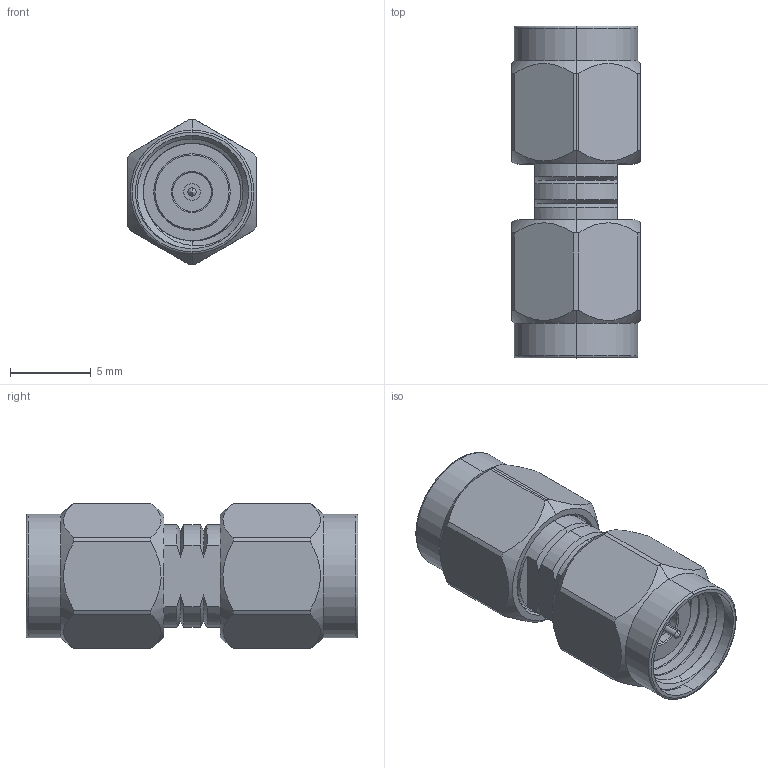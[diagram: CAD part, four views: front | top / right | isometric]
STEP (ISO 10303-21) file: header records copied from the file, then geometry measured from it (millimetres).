
FILE_DESCRIPTION (( 'STEP AP203' ), '1' );
FILE_NAME ('SM3020.step', '2018-05-10T16:16:00', ( '' ), ( '' ), 'SwSTEP 2.0', 'SolidWorks 2017', '' );
FILE_SCHEMA (( 'CONFIG_CONTROL_DESIGN' ));
Length unit declared in the file: inch
Products named in the file (1): SM3020
Bounding box: 7.94 x 20.5 x 8.99 mm (x, y, z)
Volume: 715.6 mm3; surface area: 1151.6 mm2
Topology: 1 solids, 1 shells, 153 faces, 381 edges, 240 vertices
Faces by surface type: cylinder 67, cone 42, plane 34, bspline 6, torus 4
Entity records: 6762 total; most frequent: CARTESIAN_POINT 3205, ORIENTED_EDGE 754, DIRECTION 715, EDGE_CURVE 377, AXIS2_PLACEMENT_3D 294, VERTEX_POINT 240, EDGE_LOOP 167, FACE_OUTER_BOUND 153
